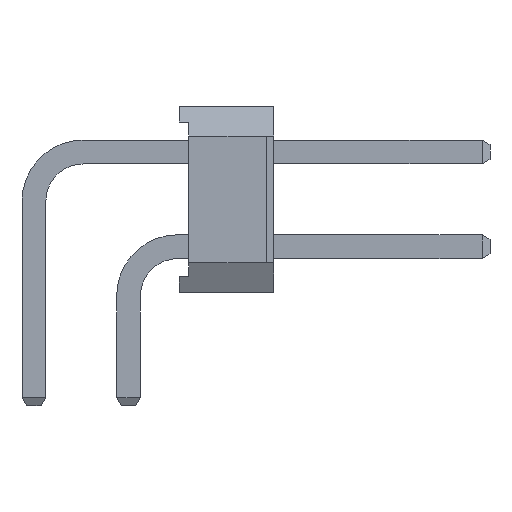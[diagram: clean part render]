
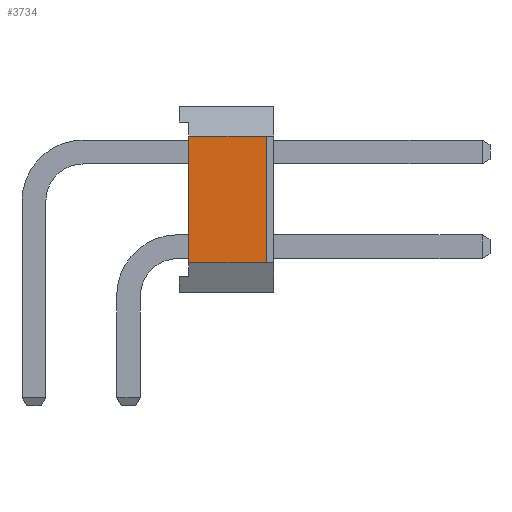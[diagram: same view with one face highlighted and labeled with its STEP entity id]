
A CAD part, left-side view. The second image highlights one B-rep face of the part: STEP entity #3734.
In plain terms, the highlighted planar face has unit normal (-1, 0, 0).
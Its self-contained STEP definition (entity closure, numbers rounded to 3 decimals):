
#184=FACE_OUTER_BOUND('',#394,.T.);
#394=EDGE_LOOP('',(#2788,#2789,#2790,#2791));
#590=LINE('',#5272,#1106);
#697=LINE('',#5487,#1213);
#796=LINE('',#5679,#1312);
#797=LINE('',#5681,#1313);
#1106=VECTOR('',#4281,3.4);
#1213=VECTOR('',#4412,3.4);
#1312=VECTOR('',#4575,2.09);
#1313=VECTOR('',#4578,2.09);
#1620=VERTEX_POINT('',#5269);
#1621=VERTEX_POINT('',#5271);
#1716=VERTEX_POINT('',#5485);
#1717=VERTEX_POINT('',#5486);
#1958=EDGE_CURVE('',#1621,#1620,#590,.T.);
#2065=EDGE_CURVE('',#1716,#1717,#697,.T.);
#2164=EDGE_CURVE('',#1620,#1717,#796,.T.);
#2165=EDGE_CURVE('',#1621,#1716,#797,.T.);
#2788=ORIENTED_EDGE('',*,*,#1958,.T.);
#2789=ORIENTED_EDGE('',*,*,#2164,.T.);
#2790=ORIENTED_EDGE('',*,*,#2065,.F.);
#2791=ORIENTED_EDGE('',*,*,#2165,.F.);
#3542=PLANE('',#4057);
#3734=ADVANCED_FACE('',(#184),#3542,.T.);
#4057=AXIS2_PLACEMENT_3D('',#5680,#4576,#4577);
#4281=DIRECTION('',(0.,0.,-1.));
#4412=DIRECTION('',(0.,0.,-1.));
#4575=DIRECTION('',(0.,-1.,0.));
#4576=DIRECTION('center_axis',(-1.,0.,0.));
#4577=DIRECTION('ref_axis',(0.,0.,-1.));
#4578=DIRECTION('',(0.,-1.,0.));
#5269=CARTESIAN_POINT('',(-1.27,-0.25,-1.7));
#5271=CARTESIAN_POINT('',(-1.27,-0.25,1.7));
#5272=CARTESIAN_POINT('',(-1.27,-0.25,1.7));
#5485=CARTESIAN_POINT('',(-1.27,-2.34,1.7));
#5486=CARTESIAN_POINT('',(-1.27,-2.34,-1.7));
#5487=CARTESIAN_POINT('',(-1.27,-2.34,1.7));
#5679=CARTESIAN_POINT('',(-1.27,-0.25,-1.7));
#5680=CARTESIAN_POINT('Origin',(-1.27,0.,1.7));
#5681=CARTESIAN_POINT('',(-1.27,-0.25,1.7));
